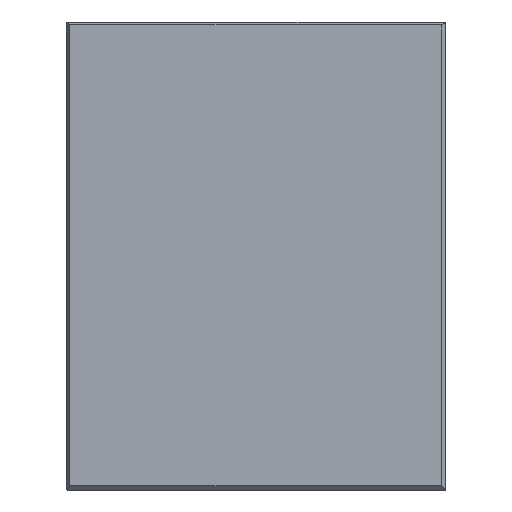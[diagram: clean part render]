
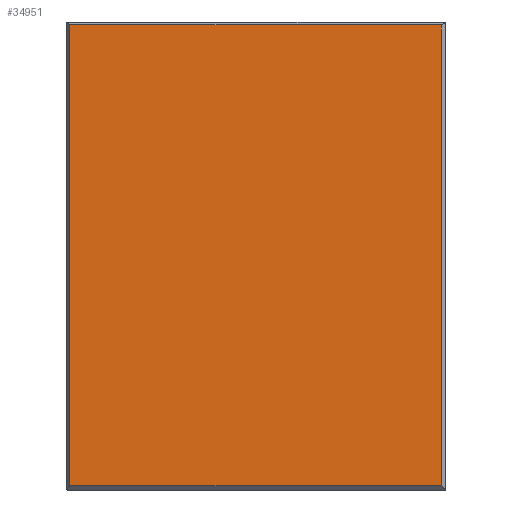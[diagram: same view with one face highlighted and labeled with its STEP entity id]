
A CAD part, left-side view. The second image highlights one B-rep face of the part: STEP entity #34951.
In plain terms, the highlighted planar face has unit normal (-1, 0, 0).
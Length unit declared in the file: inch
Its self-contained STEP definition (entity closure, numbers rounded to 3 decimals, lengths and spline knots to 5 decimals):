
#423 = VECTOR ( 'NONE', #22116, 39.37008 ) ;
#2445 = ORIENTED_EDGE ( 'NONE', *, *, #3766, .T. ) ;
#2858 = ORIENTED_EDGE ( 'NONE', *, *, #21914, .T. ) ;
#3766 = EDGE_CURVE ( 'NONE', #25738, #34246, #18825, .T. ) ;
#4646 = CARTESIAN_POINT ( 'NONE',  ( -4.21, 0., 0. ) ) ;
#7356 = EDGE_CURVE ( 'NONE', #17288, #25738, #27916, .T. ) ;
#7787 = CARTESIAN_POINT ( 'NONE',  ( -4.21, 0., -1.13 ) ) ;
#8108 = VERTEX_POINT ( 'NONE', #21235 ) ;
#8399 = DIRECTION ( 'NONE',  ( 0., 1., 0. ) ) ;
#11009 = DIRECTION ( 'NONE',  ( 0., 0., 1. ) ) ;
#12259 = LINE ( 'NONE', #23813, #16548 ) ;
#13700 = VECTOR ( 'NONE', #8399, 39.37008 ) ;
#15038 = ORIENTED_EDGE ( 'NONE', *, *, #7356, .T. ) ;
#16007 = PLANE ( 'NONE',  #30448 ) ;
#16548 = VECTOR ( 'NONE', #32044, 39.37008 ) ;
#17288 = VERTEX_POINT ( 'NONE', #20772 ) ;
#17826 = EDGE_LOOP ( 'NONE', ( #35229, #15038, #2445, #2858 ) ) ;
#18057 = CARTESIAN_POINT ( 'NONE',  ( -4.21, -0.91, 1.13433 ) ) ;
#18825 = LINE ( 'NONE', #30445, #20260 ) ;
#19670 = EDGE_CURVE ( 'NONE', #8108, #17288, #12259, .T. ) ;
#19745 = CARTESIAN_POINT ( 'NONE',  ( -4.21, 0.935, 1.13433 ) ) ;
#20260 = VECTOR ( 'NONE', #11009, 39.37008 ) ;
#20772 = CARTESIAN_POINT ( 'NONE',  ( -4.21, 0.91385, -1.13 ) ) ;
#21235 = CARTESIAN_POINT ( 'NONE',  ( -4.21, 0.91385, 1.13433 ) ) ;
#21914 = EDGE_CURVE ( 'NONE', #34246, #8108, #25344, .T. ) ;
#22116 = DIRECTION ( 'NONE',  ( 0., -1., 0. ) ) ;
#22328 = FACE_OUTER_BOUND ( 'NONE', #17826, .T. ) ;
#23813 = CARTESIAN_POINT ( 'NONE',  ( -4.21, 0.91385, -1.155 ) ) ;
#24953 = DIRECTION ( 'NONE',  ( -1., 0., 0. ) ) ;
#24991 = CARTESIAN_POINT ( 'NONE',  ( -4.21, -0.91, -1.13 ) ) ;
#25344 = LINE ( 'NONE', #19745, #13700 ) ;
#25738 = VERTEX_POINT ( 'NONE', #24991 ) ;
#27766 = DIRECTION ( 'NONE',  ( 0., 0., 1. ) ) ;
#27916 = LINE ( 'NONE', #7787, #423 ) ;
#30445 = CARTESIAN_POINT ( 'NONE',  ( -4.21, -0.91, 0. ) ) ;
#30448 = AXIS2_PLACEMENT_3D ( 'NONE', #4646, #24953, #27766 ) ;
#32044 = DIRECTION ( 'NONE',  ( 0., 0., -1. ) ) ;
#34246 = VERTEX_POINT ( 'NONE', #18057 ) ;
#34951 = ADVANCED_FACE ( 'NONE', ( #22328 ), #16007, .T. ) ;
#35229 = ORIENTED_EDGE ( 'NONE', *, *, #19670, .T. ) ;
